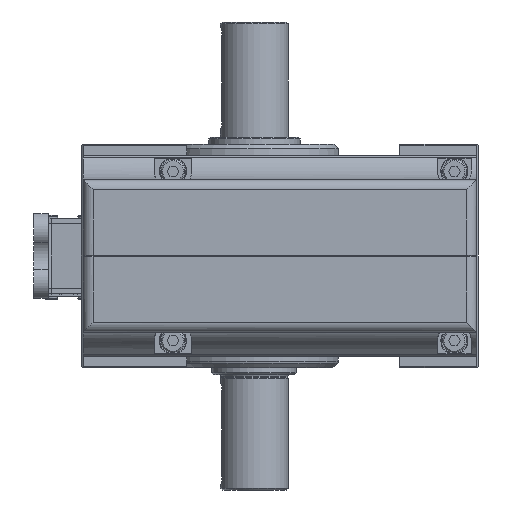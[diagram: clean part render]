
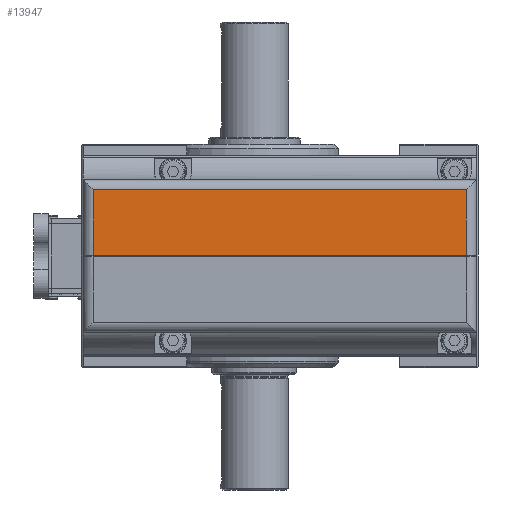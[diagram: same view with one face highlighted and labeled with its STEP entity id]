
A CAD part, left-side view. The second image highlights one B-rep face of the part: STEP entity #13947.
In plain terms, the highlighted planar face has unit normal (-1, 0, 0).
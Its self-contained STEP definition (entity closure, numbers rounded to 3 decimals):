
#409=B_SPLINE_CURVE_WITH_KNOTS('',3,(#22488,#22489,#22490,#22491),
 .UNSPECIFIED.,.F.,.F.,(4,4),(0.,1.),.UNSPECIFIED.);
#1088=LINE('',#22481,#2200);
#1089=LINE('',#22484,#2201);
#1090=LINE('',#22486,#2202);
#2200=VECTOR('',#17934,1000.);
#2201=VECTOR('',#17935,1000.);
#2202=VECTOR('',#17936,1000.);
#4531=ORIENTED_EDGE('',*,*,#7464,.F.);
#4532=ORIENTED_EDGE('',*,*,#7465,.F.);
#4533=ORIENTED_EDGE('',*,*,#7466,.T.);
#4534=ORIENTED_EDGE('',*,*,#7467,.T.);
#7464=EDGE_CURVE('',#9091,#9092,#1088,.T.);
#7465=EDGE_CURVE('',#9093,#9091,#1089,.T.);
#7466=EDGE_CURVE('',#9093,#9094,#1090,.T.);
#7467=EDGE_CURVE('',#9094,#9092,#409,.T.);
#9091=VERTEX_POINT('',#22482);
#9092=VERTEX_POINT('',#22483);
#9093=VERTEX_POINT('',#22485);
#9094=VERTEX_POINT('',#22487);
#10994=EDGE_LOOP('',(#4531,#4532,#4533,#4534));
#12276=FACE_BOUND('',#10994,.T.);
#13269=PLANE('',#15220);
#13947=ADVANCED_FACE('',(#12276),#13269,.F.);
#15220=AXIS2_PLACEMENT_3D('',#22480,#17932,#17933);
#17932=DIRECTION('',(1.,0.,0.));
#17933=DIRECTION('',(0.,0.,-1.));
#17934=DIRECTION('',(0.,0.,-1.));
#17935=DIRECTION('',(0.,-1.,0.));
#17936=DIRECTION('',(0.,0.,-1.));
#22480=CARTESIAN_POINT('',(-218.5,55.,29.5));
#22481=CARTESIAN_POINT('',(-218.5,-55.,29.5));
#22482=CARTESIAN_POINT('',(-218.5,-55.,19.5));
#22483=CARTESIAN_POINT('',(-218.5,-55.,0.25));
#22484=CARTESIAN_POINT('',(-218.5,58.,19.5));
#22485=CARTESIAN_POINT('',(-218.5,55.,19.5));
#22486=CARTESIAN_POINT('',(-218.5,55.,29.5));
#22487=CARTESIAN_POINT('',(-218.5,55.,0.25));
#22488=CARTESIAN_POINT('',(-218.5,55.,0.25));
#22489=CARTESIAN_POINT('',(-218.5,18.333,0.25));
#22490=CARTESIAN_POINT('',(-218.5,-18.333,0.25));
#22491=CARTESIAN_POINT('',(-218.5,-55.,0.25));
